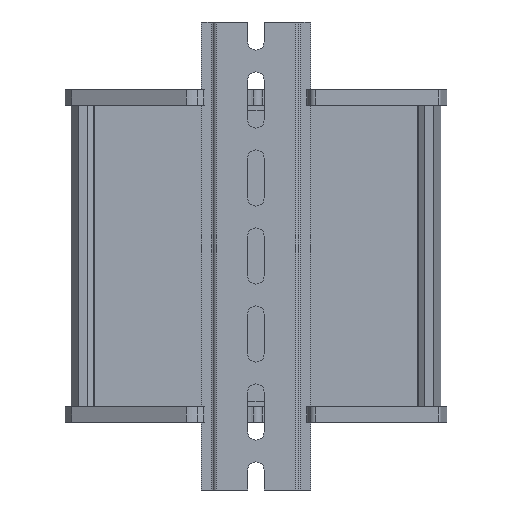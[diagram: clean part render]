
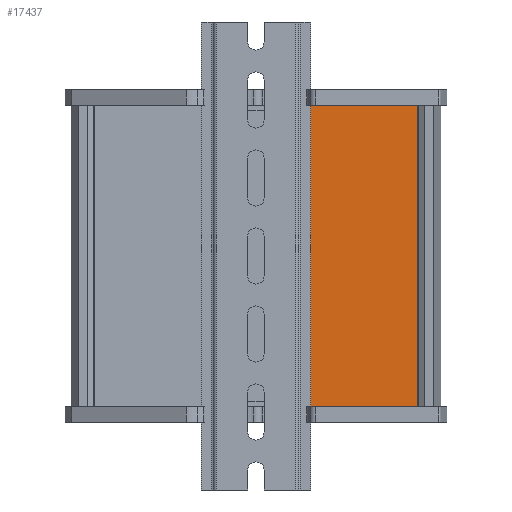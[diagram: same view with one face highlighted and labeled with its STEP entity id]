
A CAD part, front view. The second image highlights one B-rep face of the part: STEP entity #17437.
In plain terms, the highlighted planar face has unit normal (0, -1, 0).
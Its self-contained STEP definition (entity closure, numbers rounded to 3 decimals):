
#13 = CARTESIAN_POINT ( 'NONE',  ( 51.609, -1.653, -100. ) ) ;
#688 = EDGE_LOOP ( 'NONE', ( #6781, #12677, #2281, #20394 ) ) ;
#1536 = CARTESIAN_POINT ( 'NONE',  ( 6.025, -1.653, -100. ) ) ;
#1710 = CARTESIAN_POINT ( 'NONE',  ( 6.025, -1.653, -100. ) ) ;
#1889 = EDGE_CURVE ( 'NONE', #18033, #8451, #21859, .T. ) ;
#1987 = DIRECTION ( 'NONE',  ( 0., -1., 0. ) ) ;
#2281 = ORIENTED_EDGE ( 'NONE', *, *, #3981, .T. ) ;
#3284 = LINE ( 'NONE', #13, #23842 ) ;
#3981 = EDGE_CURVE ( 'NONE', #18033, #17374, #20213, .T. ) ;
#6135 = DIRECTION ( 'NONE',  ( 1., 0., 0. ) ) ;
#6309 = FACE_OUTER_BOUND ( 'NONE', #688, .T. ) ;
#6781 = ORIENTED_EDGE ( 'NONE', *, *, #21400, .F. ) ;
#7238 = EDGE_CURVE ( 'NONE', #17374, #22296, #3284, .T. ) ;
#7250 = DIRECTION ( 'NONE',  ( 0., 0., 1. ) ) ;
#7458 = PLANE ( 'NONE',  #9702 ) ;
#7957 = DIRECTION ( 'NONE',  ( 0., 0., -1. ) ) ;
#8345 = CARTESIAN_POINT ( 'NONE',  ( 6.025, -1.653, 0. ) ) ;
#8368 = CARTESIAN_POINT ( 'NONE',  ( 6.025, -1.653, 0. ) ) ;
#8451 = VERTEX_POINT ( 'NONE', #8345 ) ;
#8507 = DIRECTION ( 'NONE',  ( 1., 0., 0. ) ) ;
#9702 = AXIS2_PLACEMENT_3D ( 'NONE', #11586, #1987, #7957 ) ;
#11209 = CARTESIAN_POINT ( 'NONE',  ( 51.609, -1.653, 0. ) ) ;
#11371 = VECTOR ( 'NONE', #6135, 1000. ) ;
#11586 = CARTESIAN_POINT ( 'NONE',  ( 6.025, -1.653, -100. ) ) ;
#12677 = ORIENTED_EDGE ( 'NONE', *, *, #1889, .F. ) ;
#15585 = DIRECTION ( 'NONE',  ( 0., 0., 1. ) ) ;
#16340 = CARTESIAN_POINT ( 'NONE',  ( 6.025, -1.653, -100. ) ) ;
#17101 = LINE ( 'NONE', #8368, #11371 ) ;
#17374 = VERTEX_POINT ( 'NONE', #22876 ) ;
#17437 = ADVANCED_FACE ( 'NONE', ( #6309 ), #7458, .T. ) ;
#18033 = VERTEX_POINT ( 'NONE', #1710 ) ;
#19903 = VECTOR ( 'NONE', #8507, 1000. ) ;
#20213 = LINE ( 'NONE', #16340, #19903 ) ;
#20344 = VECTOR ( 'NONE', #7250, 1000. ) ;
#20394 = ORIENTED_EDGE ( 'NONE', *, *, #7238, .T. ) ;
#21400 = EDGE_CURVE ( 'NONE', #8451, #22296, #17101, .T. ) ;
#21859 = LINE ( 'NONE', #1536, #20344 ) ;
#22296 = VERTEX_POINT ( 'NONE', #11209 ) ;
#22876 = CARTESIAN_POINT ( 'NONE',  ( 51.609, -1.653, -100. ) ) ;
#23842 = VECTOR ( 'NONE', #15585, 1000. ) ;
